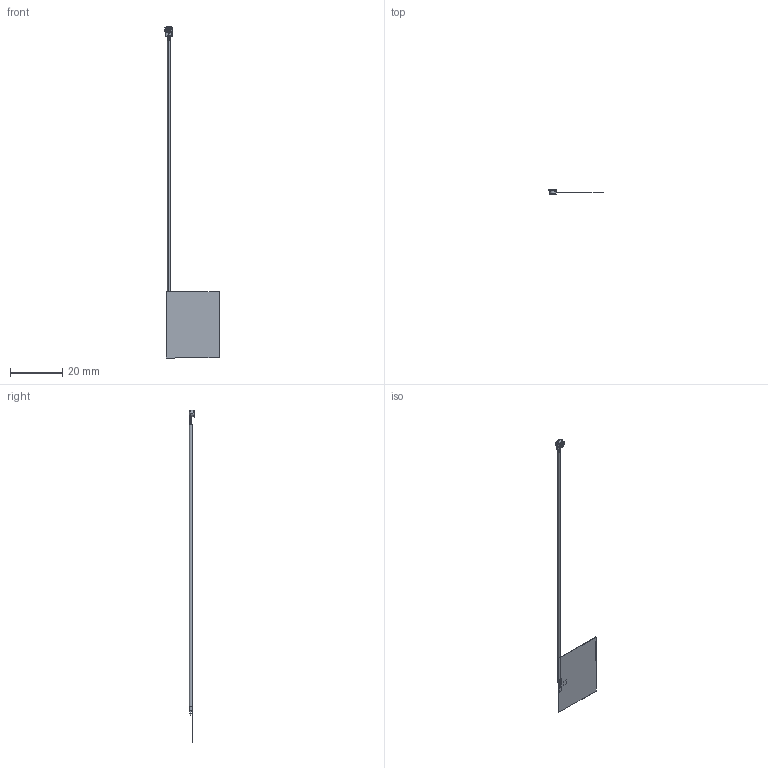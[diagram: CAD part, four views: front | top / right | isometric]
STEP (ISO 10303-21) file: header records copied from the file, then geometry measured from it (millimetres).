
FILE_DESCRIPTION (( 'STEP AP214' ), '1' );
FILE_NAME ('ANT-2.4-FPC-SF100UF.STEP', '2023-01-11T01:15:09', ( '' ), ( '' ), 'SwSTEP 2.0', 'SolidWorks 2021', '' );
FILE_SCHEMA (( 'AUTOMOTIVE_DESIGN' ));
Length unit declared in the file: millimetre
Products named in the file (3): ANT-2.4-FPC-SF100UF; ANT-2.4-FPC-SH(SF)_SF; MHF 1 (2.1mm)
Assembly tree (2 placements, depth 2):
  ANT-2.4-FPC-SF100UF
    ANT-2.4-FPC-SH(SF)_SF
    MHF 1 (2.1mm)
Bounding box: 20.7 x 2.19 x 126.54 mm (x, y, z)
Volume: 168.9 mm3; surface area: 1526.2 mm2
Topology: 10 solids, 10 shells, 386 faces, 1094 edges, 721 vertices
Faces by surface type: plane 240, cylinder 92, bspline 29, cone 19, torus 6
Entity records: 13830 total; most frequent: CARTESIAN_POINT 3915, ORIENTED_EDGE 2188, DIRECTION 1802, EDGE_CURVE 1094, VERTEX_POINT 721, LINE 678, VECTOR 678, AXIS2_PLACEMENT_3D 562
